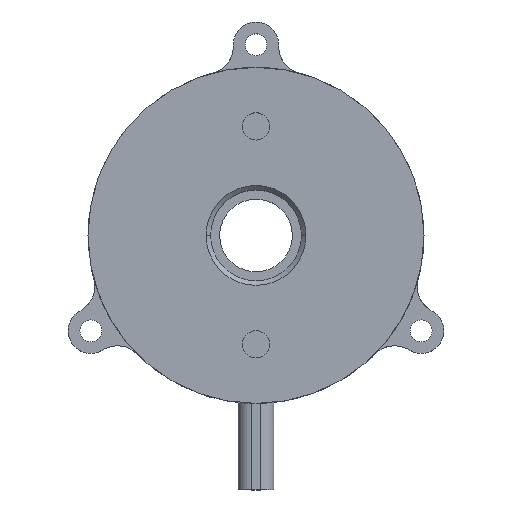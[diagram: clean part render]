
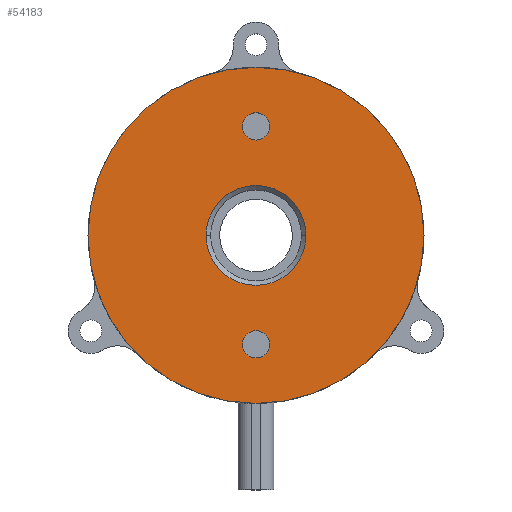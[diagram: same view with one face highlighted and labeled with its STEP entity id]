
A CAD part, top view. The second image highlights one B-rep face of the part: STEP entity #54183.
In plain terms, the highlighted planar face has unit normal (0, 0, 1).
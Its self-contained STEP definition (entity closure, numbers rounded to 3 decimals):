
#1591 = CARTESIAN_POINT ( 'NONE',  ( 18.5, 0., 7.25 ) ) ;
#5815 = CIRCLE ( 'NONE', #9890, 1.5 ) ;
#6327 = VERTEX_POINT ( 'NONE', #61392 ) ;
#9409 = DIRECTION ( 'NONE',  ( 0., 0., 1. ) ) ;
#9890 = AXIS2_PLACEMENT_3D ( 'NONE', #65227, #70913, #43151 ) ;
#10385 = CIRCLE ( 'NONE', #28170, 5.5 ) ;
#10409 = ORIENTED_EDGE ( 'NONE', *, *, #61667, .F. ) ;
#10518 = AXIS2_PLACEMENT_3D ( 'NONE', #57339, #16553, #28052 ) ;
#13217 = AXIS2_PLACEMENT_3D ( 'NONE', #22258, #21770, #39214 ) ;
#14541 = FACE_BOUND ( 'NONE', #20938, .T. ) ;
#16017 = CARTESIAN_POINT ( 'NONE',  ( 0., 12., 7.25 ) ) ;
#16553 = DIRECTION ( 'NONE',  ( 0., 0., 1. ) ) ;
#17688 = CARTESIAN_POINT ( 'NONE',  ( 0., 0., 7.25 ) ) ;
#18450 = DIRECTION ( 'NONE',  ( 0., 0., 1. ) ) ;
#18544 = CARTESIAN_POINT ( 'NONE',  ( 1.5, -12., 7.25 ) ) ;
#20074 = VERTEX_POINT ( 'NONE', #39799 ) ;
#20938 = EDGE_LOOP ( 'NONE', ( #58345, #10409 ) ) ;
#21021 = DIRECTION ( 'NONE',  ( 0., 0., 1. ) ) ;
#21770 = DIRECTION ( 'NONE',  ( 0., 0., -1. ) ) ;
#22258 = CARTESIAN_POINT ( 'NONE',  ( 0., 0., 7.25 ) ) ;
#23372 = EDGE_LOOP ( 'NONE', ( #33141, #46725 ) ) ;
#25137 = VERTEX_POINT ( 'NONE', #1591 ) ;
#25302 = FACE_OUTER_BOUND ( 'NONE', #25334, .T. ) ;
#25334 = EDGE_LOOP ( 'NONE', ( #68419, #47882 ) ) ;
#26152 = FACE_BOUND ( 'NONE', #29231, .T. ) ;
#26975 = AXIS2_PLACEMENT_3D ( 'NONE', #46552, #68846, #51991 ) ;
#28052 = DIRECTION ( 'NONE',  ( 1., 0., 0. ) ) ;
#28170 = AXIS2_PLACEMENT_3D ( 'NONE', #46711, #36234, #47691 ) ;
#28379 = EDGE_CURVE ( 'NONE', #50684, #67383, #5815, .T. ) ;
#29231 = EDGE_LOOP ( 'NONE', ( #37581, #72472 ) ) ;
#30516 = CIRCLE ( 'NONE', #47610, 18.5 ) ;
#31549 = EDGE_CURVE ( 'NONE', #67383, #50684, #70599, .T. ) ;
#32062 = VERTEX_POINT ( 'NONE', #44742 ) ;
#33141 = ORIENTED_EDGE ( 'NONE', *, *, #28379, .F. ) ;
#36234 = DIRECTION ( 'NONE',  ( 0., 0., -1. ) ) ;
#36562 = EDGE_CURVE ( 'NONE', #25137, #73442, #30516, .T. ) ;
#36625 = CARTESIAN_POINT ( 'NONE',  ( -18.5, 0., 7.25 ) ) ;
#36900 = DIRECTION ( 'NONE',  ( 0., 0., 1. ) ) ;
#37581 = ORIENTED_EDGE ( 'NONE', *, *, #72768, .T. ) ;
#37925 = CIRCLE ( 'NONE', #10518, 18.5 ) ;
#38810 = CARTESIAN_POINT ( 'NONE',  ( -1.5, -12., 7.25 ) ) ;
#39214 = DIRECTION ( 'NONE',  ( 1., 0., 0. ) ) ;
#39799 = CARTESIAN_POINT ( 'NONE',  ( -5.5, 0., 7.25 ) ) ;
#40506 = FACE_BOUND ( 'NONE', #23372, .T. ) ;
#41511 = CIRCLE ( 'NONE', #13217, 5.5 ) ;
#41573 = CIRCLE ( 'NONE', #71416, 1.5 ) ;
#42164 = DIRECTION ( 'NONE',  ( 1., 0., 0. ) ) ;
#43151 = DIRECTION ( 'NONE',  ( 1., 0., 0. ) ) ;
#44742 = CARTESIAN_POINT ( 'NONE',  ( 1.5, 12., 7.25 ) ) ;
#46552 = CARTESIAN_POINT ( 'NONE',  ( 0., -12., 7.25 ) ) ;
#46711 = CARTESIAN_POINT ( 'NONE',  ( 0., 0., 7.25 ) ) ;
#46725 = ORIENTED_EDGE ( 'NONE', *, *, #31549, .F. ) ;
#46872 = DIRECTION ( 'NONE',  ( 1., 0., 0. ) ) ;
#47610 = AXIS2_PLACEMENT_3D ( 'NONE', #17688, #36900, #46872 ) ;
#47691 = DIRECTION ( 'NONE',  ( 1., 0., 0. ) ) ;
#47870 = PLANE ( 'NONE',  #61288 ) ;
#47882 = ORIENTED_EDGE ( 'NONE', *, *, #36562, .T. ) ;
#50684 = VERTEX_POINT ( 'NONE', #38810 ) ;
#51991 = DIRECTION ( 'NONE',  ( 1., 0., 0. ) ) ;
#53574 = CARTESIAN_POINT ( 'NONE',  ( 0., 0., 7.25 ) ) ;
#54183 = ADVANCED_FACE ( 'NONE', ( #26152, #14541, #40506, #25302 ), #47870, .T. ) ;
#55090 = VERTEX_POINT ( 'NONE', #60393 ) ;
#55809 = EDGE_CURVE ( 'NONE', #6327, #32062, #41573, .T. ) ;
#56759 = EDGE_CURVE ( 'NONE', #73442, #25137, #37925, .T. ) ;
#57339 = CARTESIAN_POINT ( 'NONE',  ( 0., 0., 7.25 ) ) ;
#58345 = ORIENTED_EDGE ( 'NONE', *, *, #55809, .F. ) ;
#59958 = EDGE_CURVE ( 'NONE', #20074, #55090, #41511, .T. ) ;
#60393 = CARTESIAN_POINT ( 'NONE',  ( 5.5, 0., 7.25 ) ) ;
#61053 = DIRECTION ( 'NONE',  ( 1., 0., 0. ) ) ;
#61288 = AXIS2_PLACEMENT_3D ( 'NONE', #53574, #18450, #42164 ) ;
#61392 = CARTESIAN_POINT ( 'NONE',  ( -1.5, 12., 7.25 ) ) ;
#61667 = EDGE_CURVE ( 'NONE', #32062, #6327, #70391, .T. ) ;
#65227 = CARTESIAN_POINT ( 'NONE',  ( 0., -12., 7.25 ) ) ;
#66611 = CARTESIAN_POINT ( 'NONE',  ( 0., 12., 7.25 ) ) ;
#67383 = VERTEX_POINT ( 'NONE', #18544 ) ;
#68419 = ORIENTED_EDGE ( 'NONE', *, *, #56759, .T. ) ;
#68846 = DIRECTION ( 'NONE',  ( 0., 0., 1. ) ) ;
#69183 = AXIS2_PLACEMENT_3D ( 'NONE', #66611, #9409, #72359 ) ;
#70391 = CIRCLE ( 'NONE', #69183, 1.5 ) ;
#70599 = CIRCLE ( 'NONE', #26975, 1.5 ) ;
#70913 = DIRECTION ( 'NONE',  ( 0., 0., 1. ) ) ;
#71416 = AXIS2_PLACEMENT_3D ( 'NONE', #16017, #21021, #61053 ) ;
#72359 = DIRECTION ( 'NONE',  ( 1., 0., 0. ) ) ;
#72472 = ORIENTED_EDGE ( 'NONE', *, *, #59958, .T. ) ;
#72768 = EDGE_CURVE ( 'NONE', #55090, #20074, #10385, .T. ) ;
#73442 = VERTEX_POINT ( 'NONE', #36625 ) ;
